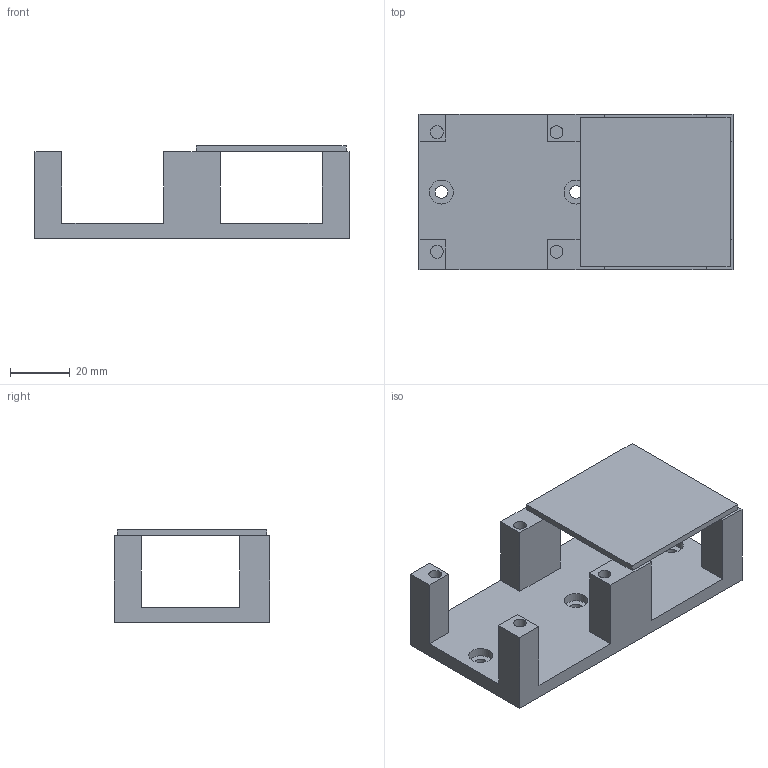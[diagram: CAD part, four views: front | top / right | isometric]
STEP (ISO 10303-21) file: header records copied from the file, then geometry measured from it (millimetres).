
FILE_DESCRIPTION(/* description */ (''),/* implementation_level */ '2;1');
FILE_NAME(/* name */ 'H bridge Mount Front.step',/* time_stamp */ '2025-12-13T16:11:24-08:00',/* author */ (''),/* organization */ (''),/* preprocessor_version */ 'ST-DEVELOPER v20.1',/* originating_system */ 'Autodesk Translation Framework v14.21.0.0',/* authorisation */ '');
FILE_SCHEMA (('AUTOMOTIVE_DESIGN { 1 0 10303 214 3 1 1 }'));
Length unit declared in the file: millimetre
Products named in the file (1): H bridge Mount Front
Bounding box: 105 x 52 x 31 mm (x, y, z)
Volume: 47474.7 mm3; surface area: 25480.9 mm2
Topology: 2 solids, 2 shells, 57 faces, 126 edges, 84 vertices
Faces by surface type: plane 43, cylinder 14
Full cylindrical faces by diameter (mm): 4.2 x3, 4.3 x8, 8 x3
Entity records: 1612 total; most frequent: DIRECTION 270, CARTESIAN_POINT 268, ORIENTED_EDGE 252, EDGE_CURVE 126, LINE 98, VECTOR 98, AXIS2_PLACEMENT_3D 86, VERTEX_POINT 84
